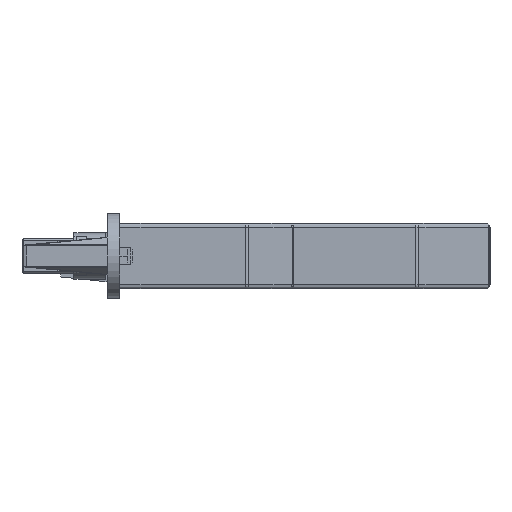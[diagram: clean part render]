
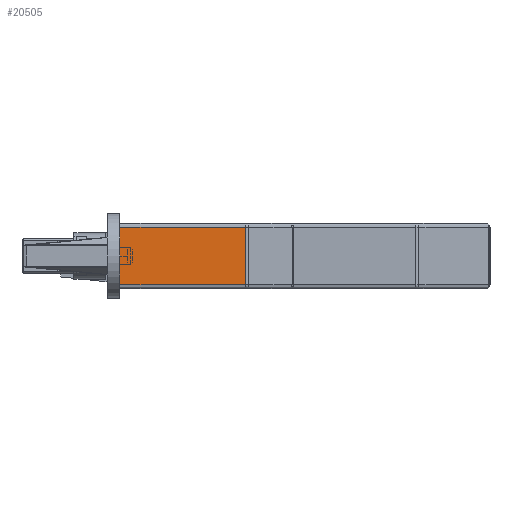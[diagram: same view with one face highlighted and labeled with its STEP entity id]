
A CAD part, front view. The second image highlights one B-rep face of the part: STEP entity #20505.
In plain terms, the highlighted planar face has unit normal (0, -1, 0).
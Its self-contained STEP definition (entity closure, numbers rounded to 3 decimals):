
#70 = CARTESIAN_POINT ( 'NONE',  ( 16.086, -33.75, -2.25 ) ) ;
#157 = DIRECTION ( 'NONE',  ( 0., 0., -1. ) ) ;
#713 = ORIENTED_EDGE ( 'NONE', *, *, #14747, .T. ) ;
#987 = DIRECTION ( 'NONE',  ( -1., 0., 0. ) ) ;
#1260 = CARTESIAN_POINT ( 'NONE',  ( -13.5, -33.75, 12.25 ) ) ;
#1920 = VECTOR ( 'NONE', #10441, 1000. ) ;
#2993 = LINE ( 'NONE', #8561, #17160 ) ;
#3053 = LINE ( 'NONE', #1260, #11076 ) ;
#4735 = CARTESIAN_POINT ( 'NONE',  ( 27.3, -33.75, 11.25 ) ) ;
#7141 = ORIENTED_EDGE ( 'NONE', *, *, #20969, .T. ) ;
#7566 = AXIS2_PLACEMENT_3D ( 'NONE', #22742, #9900, #987 ) ;
#7661 = LINE ( 'NONE', #22162, #17189 ) ;
#7835 = VERTEX_POINT ( 'NONE', #18262 ) ;
#8561 = CARTESIAN_POINT ( 'NONE',  ( 16.086, -33.75, 12.25 ) ) ;
#9782 = FACE_OUTER_BOUND ( 'NONE', #10740, .T. ) ;
#9900 = DIRECTION ( 'NONE',  ( 0., 1., 0. ) ) ;
#10441 = DIRECTION ( 'NONE',  ( -1., 0., 0. ) ) ;
#10740 = EDGE_LOOP ( 'NONE', ( #17774, #7141, #713, #11146 ) ) ;
#11076 = VECTOR ( 'NONE', #157, 1000. ) ;
#11146 = ORIENTED_EDGE ( 'NONE', *, *, #16230, .T. ) ;
#12192 = VERTEX_POINT ( 'NONE', #14368 ) ;
#13680 = DIRECTION ( 'NONE',  ( 0., 0., 1. ) ) ;
#14368 = CARTESIAN_POINT ( 'NONE',  ( 16.086, -33.75, 11.25 ) ) ;
#14747 = EDGE_CURVE ( 'NONE', #7835, #19327, #3053, .T. ) ;
#14916 = DIRECTION ( 'NONE',  ( 1., 0., 0. ) ) ;
#15026 = EDGE_CURVE ( 'NONE', #20436, #12192, #2993, .T. ) ;
#16230 = EDGE_CURVE ( 'NONE', #19327, #20436, #7661, .T. ) ;
#17160 = VECTOR ( 'NONE', #13680, 1000. ) ;
#17189 = VECTOR ( 'NONE', #14916, 1000. ) ;
#17373 = PLANE ( 'NONE',  #7566 ) ;
#17673 = LINE ( 'NONE', #4735, #1920 ) ;
#17774 = ORIENTED_EDGE ( 'NONE', *, *, #15026, .T. ) ;
#18047 = CARTESIAN_POINT ( 'NONE',  ( -13.5, -33.75, -2.25 ) ) ;
#18262 = CARTESIAN_POINT ( 'NONE',  ( -13.5, -33.75, 11.25 ) ) ;
#19327 = VERTEX_POINT ( 'NONE', #18047 ) ;
#20436 = VERTEX_POINT ( 'NONE', #70 ) ;
#20505 = ADVANCED_FACE ( 'NONE', ( #9782 ), #17373, .F. ) ;
#20969 = EDGE_CURVE ( 'NONE', #12192, #7835, #17673, .T. ) ;
#22162 = CARTESIAN_POINT ( 'NONE',  ( 27.3, -33.75, -2.25 ) ) ;
#22742 = CARTESIAN_POINT ( 'NONE',  ( 27.3, -33.75, 12.25 ) ) ;
